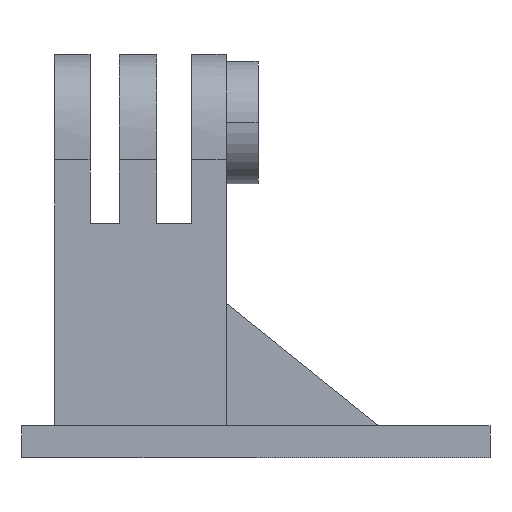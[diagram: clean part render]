
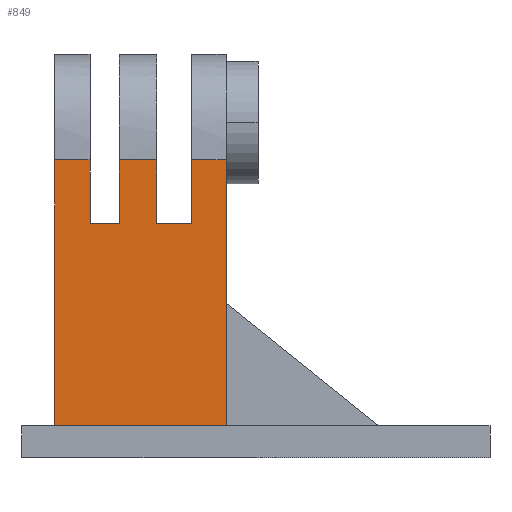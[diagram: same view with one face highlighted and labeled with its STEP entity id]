
A CAD part, front view. The second image highlights one B-rep face of the part: STEP entity #849.
In plain terms, the highlighted planar face has unit normal (0, -1, 0).
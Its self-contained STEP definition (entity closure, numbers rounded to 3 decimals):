
#16 = DIRECTION ( 'NONE',  ( 0., 0., -1. ) ) ;
#109 = DIRECTION ( 'NONE',  ( 0., 0., 1. ) ) ;
#166 = VERTEX_POINT ( 'NONE', #2171 ) ;
#171 = ORIENTED_EDGE ( 'NONE', *, *, #2248, .T. ) ;
#176 = VERTEX_POINT ( 'NONE', #324 ) ;
#189 = EDGE_CURVE ( 'NONE', #1245, #1526, #1779, .T. ) ;
#191 = CARTESIAN_POINT ( 'NONE',  ( -19.553, -19.784, 38. ) ) ;
#192 = CARTESIAN_POINT ( 'NONE',  ( -17.353, -19.784, 28. ) ) ;
#252 = VERTEX_POINT ( 'NONE', #750 ) ;
#278 = CARTESIAN_POINT ( 'NONE',  ( -9.998, -19.784, 28. ) ) ;
#294 = CARTESIAN_POINT ( 'NONE',  ( -9.998, -19.784, 28. ) ) ;
#306 = CARTESIAN_POINT ( 'NONE',  ( -19.553, -19.784, 38. ) ) ;
#324 = CARTESIAN_POINT ( 'NONE',  ( -19.553, -19.784, 28. ) ) ;
#345 = ORIENTED_EDGE ( 'NONE', *, *, #642, .F. ) ;
#346 = EDGE_CURVE ( 'NONE', #2185, #1270, #1522, .T. ) ;
#350 = EDGE_CURVE ( 'NONE', #2185, #166, #1845, .T. ) ;
#358 = EDGE_CURVE ( 'NONE', #1876, #1897, #1721, .T. ) ;
#362 = DIRECTION ( 'NONE',  ( 0., 0., 1. ) ) ;
#364 = VERTEX_POINT ( 'NONE', #990 ) ;
#366 = CARTESIAN_POINT ( 'NONE',  ( -6.698, -19.784, 22. ) ) ;
#395 = CARTESIAN_POINT ( 'NONE',  ( -19.553, -19.784, 28. ) ) ;
#396 = LINE ( 'NONE', #1669, #1892 ) ;
#456 = LINE ( 'NONE', #1391, #1007 ) ;
#474 = PLANE ( 'NONE',  #1965 ) ;
#481 = CARTESIAN_POINT ( 'NONE',  ( -6.698, -19.784, 28. ) ) ;
#532 = VECTOR ( 'NONE', #362, 1000. ) ;
#585 = VECTOR ( 'NONE', #1090, 1000. ) ;
#617 = DIRECTION ( 'NONE',  ( 0., 0., -1. ) ) ;
#626 = DIRECTION ( 'NONE',  ( 0., 0., -1. ) ) ;
#627 = CARTESIAN_POINT ( 'NONE',  ( -5.616, -19.784, 28. ) ) ;
#633 = B_SPLINE_CURVE_WITH_KNOTS ( 'NONE', 3,
 ( #1091, #192, #2000, #395 ),
 .UNSPECIFIED., .F., .F.,
 ( 4, 4 ),
 ( 0., 1. ),
 .UNSPECIFIED. ) ;
#642 = EDGE_CURVE ( 'NONE', #364, #1611, #396, .T. ) ;
#656 = VECTOR ( 'NONE', #617, 1000. ) ;
#660 = DIRECTION ( 'NONE',  ( 0., 0., 1. ) ) ;
#685 = ORIENTED_EDGE ( 'NONE', *, *, #1693, .T. ) ;
#723 = ORIENTED_EDGE ( 'NONE', *, *, #346, .F. ) ;
#750 = CARTESIAN_POINT ( 'NONE',  ( -19.553, -19.784, 3. ) ) ;
#849 = ADVANCED_FACE ( 'NONE', ( #1000 ), #474, .F. ) ;
#886 = LINE ( 'NONE', #191, #585 ) ;
#902 = CARTESIAN_POINT ( 'NONE',  ( -13.498, -19.784, 22. ) ) ;
#940 = B_SPLINE_CURVE_WITH_KNOTS ( 'NONE', 3,
 ( #1404, #1160, #627, #481 ),
 .UNSPECIFIED., .F., .F.,
 ( 4, 4 ),
 ( 0., 1. ),
 .UNSPECIFIED. ) ;
#957 = CARTESIAN_POINT ( 'NONE',  ( -3.453, -19.784, 3. ) ) ;
#990 = CARTESIAN_POINT ( 'NONE',  ( -3.453, -19.784, 28. ) ) ;
#1000 = FACE_OUTER_BOUND ( 'NONE', #2268, .T. ) ;
#1007 = VECTOR ( 'NONE', #2301, 1000. ) ;
#1009 = CARTESIAN_POINT ( 'NONE',  ( -6.698, -19.784, 38. ) ) ;
#1029 = DIRECTION ( 'NONE',  ( 0., 1., 0. ) ) ;
#1058 = VECTOR ( 'NONE', #626, 1000. ) ;
#1065 = CARTESIAN_POINT ( 'NONE',  ( -6.698, -19.784, 28. ) ) ;
#1090 = DIRECTION ( 'NONE',  ( 0., 0., -1. ) ) ;
#1091 = CARTESIAN_POINT ( 'NONE',  ( -16.253, -19.784, 28. ) ) ;
#1160 = CARTESIAN_POINT ( 'NONE',  ( -4.534, -19.784, 28. ) ) ;
#1223 = CARTESIAN_POINT ( 'NONE',  ( -16.253, -19.784, 38. ) ) ;
#1245 = VERTEX_POINT ( 'NONE', #1557 ) ;
#1251 = EDGE_CURVE ( 'NONE', #1270, #1876, #456, .T. ) ;
#1270 = VERTEX_POINT ( 'NONE', #1384 ) ;
#1335 = CARTESIAN_POINT ( 'NONE',  ( -16.253, -19.784, 28. ) ) ;
#1350 = CARTESIAN_POINT ( 'NONE',  ( -9.998, -19.784, 38. ) ) ;
#1384 = CARTESIAN_POINT ( 'NONE',  ( -9.998, -19.784, 22. ) ) ;
#1391 = CARTESIAN_POINT ( 'NONE',  ( -9.998, -19.784, 22. ) ) ;
#1404 = CARTESIAN_POINT ( 'NONE',  ( -3.453, -19.784, 28. ) ) ;
#1416 = ORIENTED_EDGE ( 'NONE', *, *, #2020, .T. ) ;
#1499 = EDGE_CURVE ( 'NONE', #1526, #166, #1763, .T. ) ;
#1505 = ORIENTED_EDGE ( 'NONE', *, *, #1251, .F. ) ;
#1522 = LINE ( 'NONE', #1350, #1058 ) ;
#1526 = VERTEX_POINT ( 'NONE', #902 ) ;
#1550 = CARTESIAN_POINT ( 'NONE',  ( -11.165, -19.784, 28. ) ) ;
#1557 = CARTESIAN_POINT ( 'NONE',  ( -16.253, -19.784, 22. ) ) ;
#1596 = CARTESIAN_POINT ( 'NONE',  ( -16.253, -19.784, 22. ) ) ;
#1611 = VERTEX_POINT ( 'NONE', #957 ) ;
#1669 = CARTESIAN_POINT ( 'NONE',  ( -3.453, -19.784, 38. ) ) ;
#1670 = ORIENTED_EDGE ( 'NONE', *, *, #1681, .F. ) ;
#1681 = EDGE_CURVE ( 'NONE', #2064, #1245, #2101, .T. ) ;
#1693 = EDGE_CURVE ( 'NONE', #364, #1897, #940, .T. ) ;
#1714 = ORIENTED_EDGE ( 'NONE', *, *, #350, .T. ) ;
#1721 = LINE ( 'NONE', #1009, #2155 ) ;
#1763 = LINE ( 'NONE', #1957, #532 ) ;
#1779 = LINE ( 'NONE', #1596, #1867 ) ;
#1791 = VECTOR ( 'NONE', #2051, 1000. ) ;
#1845 = B_SPLINE_CURVE_WITH_KNOTS ( 'NONE', 3,
 ( #294, #1550, #2264, #2280 ),
 .UNSPECIFIED., .F., .F.,
 ( 4, 4 ),
 ( 0., 1. ),
 .UNSPECIFIED. ) ;
#1859 = CARTESIAN_POINT ( 'NONE',  ( -19.553, -19.784, 3. ) ) ;
#1867 = VECTOR ( 'NONE', #2320, 1000. ) ;
#1874 = ORIENTED_EDGE ( 'NONE', *, *, #189, .F. ) ;
#1876 = VERTEX_POINT ( 'NONE', #366 ) ;
#1886 = LINE ( 'NONE', #1859, #1791 ) ;
#1892 = VECTOR ( 'NONE', #16, 1000. ) ;
#1897 = VERTEX_POINT ( 'NONE', #1065 ) ;
#1931 = EDGE_CURVE ( 'NONE', #176, #252, #886, .T. ) ;
#1957 = CARTESIAN_POINT ( 'NONE',  ( -13.498, -19.784, 38. ) ) ;
#1965 = AXIS2_PLACEMENT_3D ( 'NONE', #306, #1029, #109 ) ;
#2000 = CARTESIAN_POINT ( 'NONE',  ( -18.453, -19.784, 28. ) ) ;
#2020 = EDGE_CURVE ( 'NONE', #252, #1611, #1886, .T. ) ;
#2026 = ORIENTED_EDGE ( 'NONE', *, *, #358, .F. ) ;
#2051 = DIRECTION ( 'NONE',  ( 1., 0., 0. ) ) ;
#2064 = VERTEX_POINT ( 'NONE', #1335 ) ;
#2075 = ORIENTED_EDGE ( 'NONE', *, *, #1499, .F. ) ;
#2101 = LINE ( 'NONE', #1223, #656 ) ;
#2132 = ORIENTED_EDGE ( 'NONE', *, *, #1931, .T. ) ;
#2155 = VECTOR ( 'NONE', #660, 1000. ) ;
#2171 = CARTESIAN_POINT ( 'NONE',  ( -13.498, -19.784, 28. ) ) ;
#2185 = VERTEX_POINT ( 'NONE', #278 ) ;
#2248 = EDGE_CURVE ( 'NONE', #2064, #176, #633, .T. ) ;
#2264 = CARTESIAN_POINT ( 'NONE',  ( -12.331, -19.784, 28. ) ) ;
#2268 = EDGE_LOOP ( 'NONE', ( #1670, #171, #2132, #1416, #345, #685, #2026, #1505, #723, #1714, #2075, #1874 ) ) ;
#2280 = CARTESIAN_POINT ( 'NONE',  ( -13.498, -19.784, 28. ) ) ;
#2301 = DIRECTION ( 'NONE',  ( 1., 0., 0. ) ) ;
#2320 = DIRECTION ( 'NONE',  ( 1., 0., 0. ) ) ;
